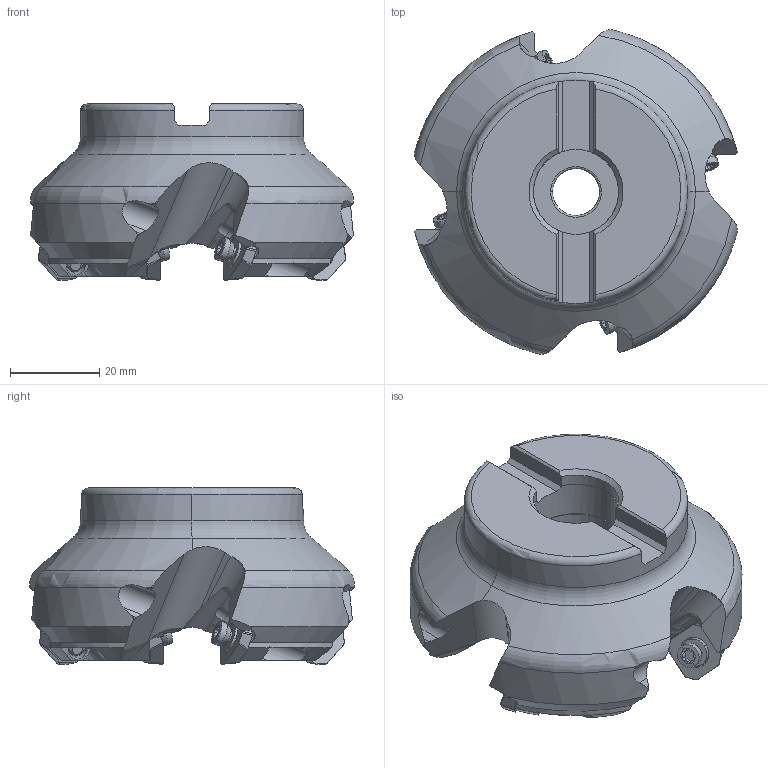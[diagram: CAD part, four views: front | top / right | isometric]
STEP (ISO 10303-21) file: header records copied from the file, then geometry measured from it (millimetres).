
FILE_DESCRIPTION(/* description */ (''),/* implementation_level */ '2;1');
FILE_NAME(/* name */ 'ASX445R2504.stp',/* time_stamp */ '2021-09-08T11:40:42+09:00',/* author */ (''),/* organization */ (''),/* preprocessor_version */ 'ST-DEVELOPER v16',/* originating_system */ 'SIEMENS PLM Software NX 10.0',/* authorisation */ '');
FILE_SCHEMA (('AUTOMOTIVE_DESIGN { 1 0 10303 214 3 1 1 1 }'));
Length unit declared in the file: millimetre
Products named in the file (1): ASX445R2504_ASM
Bounding box: 72.36 x 72.76 x 39.49 mm (x, y, z)
Volume: 85776.4 mm3; surface area: 19075 mm2
Topology: 13 solids, 13 shells, 653 faces, 1796 edges, 1213 vertices
Faces by surface type: plane 265, cylinder 260, cone 78, torus 30, sphere 12, bspline 8
Entity records: 23568 total; most frequent: CARTESIAN_POINT 6473, ORIENTED_EDGE 3560, DIRECTION 3494, EDGE_CURVE 1780, AXIS2_PLACEMENT_3D 1386, VERTEX_POINT 1166, LINE 722, VECTOR 722
